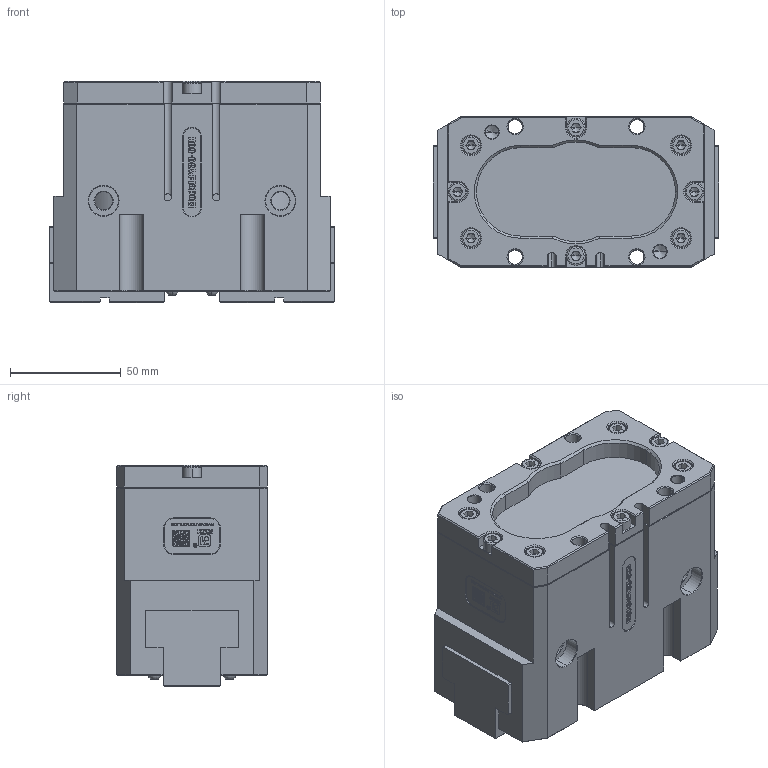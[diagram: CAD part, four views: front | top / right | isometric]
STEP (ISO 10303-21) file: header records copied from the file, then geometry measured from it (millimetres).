
FILE_DESCRIPTION (( 'STEP AP203' ), '1' );
FILE_NAME ('FY30-50E謗蛈.STEP', '2022-12-23T01:42:30', ( 'User' ), ( 'Microsoft' ), 'SwSTEP 2.0', 'SolidWorks 2015', '' );
FILE_SCHEMA (( 'CONFIG_CONTROL_DESIGN' ));
Length unit declared in the file: millimetre
Products named in the file (13): FY-JGP 160-1-LOGO; FY30-50E賑輸; 本公司二维码-梵煜2; LOGOÅÆ-FY30-50E; 陔遴LOGO齪郪磁; 梓齪7; FY30-50E謗蛈; 梓齪FY30-50E; hexagon socket button head screws gb_GB_SOCKET_TYPE7 M3X6-N; FY30-50E綴裔; hexagon socket head cap screws gb_GB_FASTENER_SCREWS_HSHCS M5X16-N; hexagon socket head cap screws gb_GB_FASTENER_SCREWS_HSHCS M5X20-N; FY30-50E褲极
Assembly tree (22 placements, depth 3):
  FY30-50E謗蛈
    FY30-50E褲极
    FY30-50E賑輸  x2
    LOGOÅÆ-FY30-50E
    梓齪7
    梓齪FY30-50E
    hexagon socket button head screws gb_GB_SOCKET_TYPE7 M3X6-N  x4
    FY30-50E綴裔
    hexagon socket head cap screws gb_GB_FASTENER_SCREWS_HSHCS M5X16-N  x7
    hexagon socket head cap screws gb_GB_FASTENER_SCREWS_HSHCS M5X20-N
    陔遴LOGO齪郪磁
      FY-JGP 160-1-LOGO
      本公司二维码-梵煜2
Bounding box: 128.96 x 68 x 100 mm (x, y, z)
Volume: 713533.5 mm3; surface area: 126600.9 mm2
Topology: 31 solids, 31 shells, 2659 faces, 6863 edges, 4406 vertices
Faces by surface type: plane 1679, bspline 465, cylinder 262, cone 229, torus 16, sphere 8
Entity records: 101483 total; most frequent: CARTESIAN_POINT 43777, ORIENTED_EDGE 12446, DIRECTION 9768, EDGE_CURVE 6223, VECTOR 4676, LINE 4676, VERTEX_POINT 4053, EDGE_LOOP 2654
